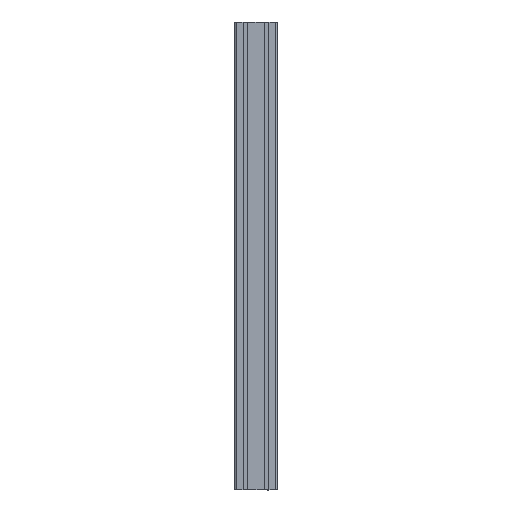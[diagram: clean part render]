
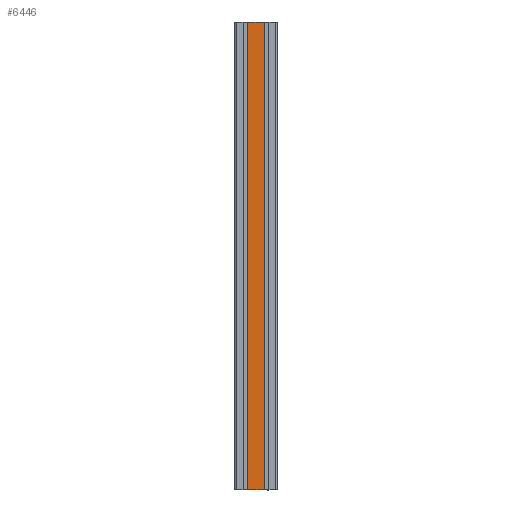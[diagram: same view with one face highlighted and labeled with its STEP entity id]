
A CAD part, front view. The second image highlights one B-rep face of the part: STEP entity #6446.
In plain terms, the highlighted planar face has unit normal (0, -1, 0).
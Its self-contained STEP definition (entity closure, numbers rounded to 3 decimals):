
#3320=ORIENTED_EDGE('',*,*,#4645,.T.);
#3321=ORIENTED_EDGE('',*,*,#4646,.F.);
#3322=ORIENTED_EDGE('',*,*,#4642,.F.);
#3323=ORIENTED_EDGE('',*,*,#4647,.T.);
#3864=VECTOR('',#5304,1.);
#3867=VECTOR('',#5309,1.);
#3868=VECTOR('',#5310,1.);
#3869=VECTOR('',#5311,1.);
#4148=LINE('',#5892,#3864);
#4151=LINE('',#5898,#3867);
#4152=LINE('',#5899,#3868);
#4153=LINE('',#5900,#3869);
#4384=VERTEX_POINT('',#5890);
#4385=VERTEX_POINT('',#5891);
#4386=VERTEX_POINT('',#5896);
#4387=VERTEX_POINT('',#5897);
#4642=EDGE_CURVE('',#4384,#4385,#4148,.T.);
#4645=EDGE_CURVE('',#4386,#4387,#4151,.T.);
#4646=EDGE_CURVE('',#4385,#4387,#4152,.T.);
#4647=EDGE_CURVE('',#4384,#4386,#4153,.T.);
#4836=EDGE_LOOP('',(#3320,#3321,#3322,#3323));
#4956=FACE_BOUND('',#4836,.T.);
#5304=DIRECTION('',(-1000.,0.,0.));
#5307=DIRECTION('',(0.,-1.,0.));
#5308=DIRECTION('',(-1.,0.,0.));
#5309=DIRECTION('',(-1000.,0.,0.));
#5310=DIRECTION('',(0.,0.,34.8));
#5311=DIRECTION('',(0.,0.,34.8));
#5890=CARTESIAN_POINT('',(1000.,-22.5,-17.4));
#5891=CARTESIAN_POINT('',(0.,-22.5,-17.4));
#5892=CARTESIAN_POINT('',(1000.,-22.5,-17.4));
#5895=CARTESIAN_POINT('',(1000.,-22.5,17.4));
#5896=CARTESIAN_POINT('',(1000.,-22.5,17.4));
#5897=CARTESIAN_POINT('',(0.,-22.5,17.4));
#5898=CARTESIAN_POINT('',(1000.,-22.5,17.4));
#5899=CARTESIAN_POINT('',(0.,-22.5,-17.4));
#5900=CARTESIAN_POINT('',(1000.,-22.5,-17.4));
#6232=AXIS2_PLACEMENT_3D('',#5895,#5307,#5308);
#6349=PLANE('',#6232);
#6446=ADVANCED_FACE('',(#4956),#6349,.T.);
